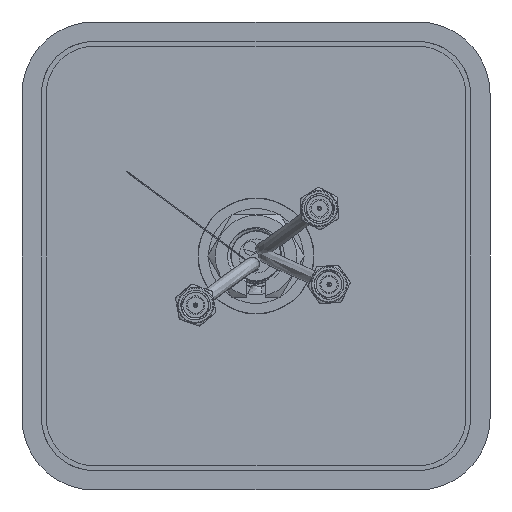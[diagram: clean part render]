
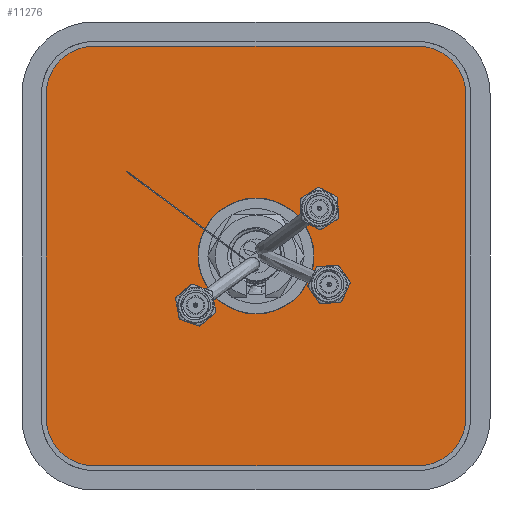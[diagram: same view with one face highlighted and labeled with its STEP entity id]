
A CAD part, front view. The second image highlights one B-rep face of the part: STEP entity #11276.
In plain terms, the highlighted planar face has unit normal (0, -1, 0).
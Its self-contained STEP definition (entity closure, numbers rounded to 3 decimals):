
#207 = ORIENTED_EDGE ( 'NONE', *, *, #76659, .F. ) ;
#906 = LINE ( 'NONE', #1353, #16619 ) ;
#1353 = CARTESIAN_POINT ( 'NONE',  ( -35.01, -0.4, -45.25 ) ) ;
#2026 = VERTEX_POINT ( 'NONE', #59498 ) ;
#2495 = CARTESIAN_POINT ( 'NONE',  ( -35.01, -0.4, -45.25 ) ) ;
#2709 = DIRECTION ( 'NONE',  ( -1., 0., 0. ) ) ;
#2896 = ORIENTED_EDGE ( 'NONE', *, *, #44906, .F. ) ;
#3109 = CARTESIAN_POINT ( 'NONE',  ( 0., -0.4, 12.5 ) ) ;
#3585 = CIRCLE ( 'NONE', #53744, 10.24 ) ;
#4383 = CARTESIAN_POINT ( 'NONE',  ( 45.25, -0.4, 35.01 ) ) ;
#4931 = ORIENTED_EDGE ( 'NONE', *, *, #15532, .F. ) ;
#10095 = CARTESIAN_POINT ( 'NONE',  ( 0., -0.4, 0. ) ) ;
#11149 = VERTEX_POINT ( 'NONE', #3109 ) ;
#11276 = ADVANCED_FACE ( 'NONE', ( #27825, #48503 ), #80810, .F. ) ;
#11833 = CARTESIAN_POINT ( 'NONE',  ( -35.01, -0.4, -35.01 ) ) ;
#14524 = DIRECTION ( 'NONE',  ( 0., 1., 0. ) ) ;
#14715 = ORIENTED_EDGE ( 'NONE', *, *, #86872, .F. ) ;
#14763 = EDGE_LOOP ( 'NONE', ( #27848 ) ) ;
#15532 = EDGE_CURVE ( 'NONE', #36320, #78832, #63203, .T. ) ;
#16619 = VECTOR ( 'NONE', #2709, 1000. ) ;
#18124 = CARTESIAN_POINT ( 'NONE',  ( 45.25, -0.4, -35.01 ) ) ;
#18370 = VERTEX_POINT ( 'NONE', #57319 ) ;
#19529 = CARTESIAN_POINT ( 'NONE',  ( 35.01, -0.4, 35.01 ) ) ;
#19575 = AXIS2_PLACEMENT_3D ( 'NONE', #50276, #34993, #62382 ) ;
#23723 = CIRCLE ( 'NONE', #73888, 12.5 ) ;
#25773 = DIRECTION ( 'NONE',  ( 0., 0., 1. ) ) ;
#27825 = FACE_OUTER_BOUND ( 'NONE', #45909, .T. ) ;
#27848 = ORIENTED_EDGE ( 'NONE', *, *, #49263, .T. ) ;
#31170 = DIRECTION ( 'NONE',  ( 0., 0., 1. ) ) ;
#32443 = CIRCLE ( 'NONE', #36775, 10.24 ) ;
#34993 = DIRECTION ( 'NONE',  ( 0., 1., 0. ) ) ;
#36320 = VERTEX_POINT ( 'NONE', #83381 ) ;
#36775 = AXIS2_PLACEMENT_3D ( 'NONE', #84001, #84900, #50771 ) ;
#37479 = DIRECTION ( 'NONE',  ( 0., 1., 0. ) ) ;
#37704 = LINE ( 'NONE', #65553, #61416 ) ;
#38429 = EDGE_CURVE ( 'NONE', #78832, #45733, #37704, .T. ) ;
#39265 = ORIENTED_EDGE ( 'NONE', *, *, #38429, .F. ) ;
#43911 = VECTOR ( 'NONE', #85945, 1000. ) ;
#44392 = AXIS2_PLACEMENT_3D ( 'NONE', #11833, #52710, #25773 ) ;
#44906 = EDGE_CURVE ( 'NONE', #49872, #45542, #906, .T. ) ;
#45542 = VERTEX_POINT ( 'NONE', #2495 ) ;
#45733 = VERTEX_POINT ( 'NONE', #18124 ) ;
#45909 = EDGE_LOOP ( 'NONE', ( #14715, #39265, #4931, #60160, #75822, #80451, #207, #2896 ) ) ;
#46947 = DIRECTION ( 'NONE',  ( 0., 0., -1. ) ) ;
#48032 = LINE ( 'NONE', #48464, #85506 ) ;
#48464 = CARTESIAN_POINT ( 'NONE',  ( -35.01, -0.4, 45.25 ) ) ;
#48503 = FACE_BOUND ( 'NONE', #14763, .T. ) ;
#49263 = EDGE_CURVE ( 'NONE', #11149, #11149, #23723, .T. ) ;
#49805 = DIRECTION ( 'NONE',  ( 1., 0., 0. ) ) ;
#49872 = VERTEX_POINT ( 'NONE', #88512 ) ;
#50276 = CARTESIAN_POINT ( 'NONE',  ( 35.01, -0.4, -35.01 ) ) ;
#50771 = DIRECTION ( 'NONE',  ( 0., 0., 1. ) ) ;
#52710 = DIRECTION ( 'NONE',  ( 0., 1., 0. ) ) ;
#53744 = AXIS2_PLACEMENT_3D ( 'NONE', #74108, #88476, #54351 ) ;
#54043 = EDGE_CURVE ( 'NONE', #2026, #68787, #77844, .T. ) ;
#54351 = DIRECTION ( 'NONE',  ( 0., 0., -1. ) ) ;
#54571 = EDGE_CURVE ( 'NONE', #18370, #36320, #48032, .T. ) ;
#56026 = AXIS2_PLACEMENT_3D ( 'NONE', #19529, #14524, #46947 ) ;
#57319 = CARTESIAN_POINT ( 'NONE',  ( -35.01, -0.4, 45.25 ) ) ;
#59498 = CARTESIAN_POINT ( 'NONE',  ( -45.25, -0.4, -35.01 ) ) ;
#60160 = ORIENTED_EDGE ( 'NONE', *, *, #54571, .F. ) ;
#61416 = VECTOR ( 'NONE', #65102, 1000. ) ;
#62382 = DIRECTION ( 'NONE',  ( 0., 0., 1. ) ) ;
#63203 = CIRCLE ( 'NONE', #56026, 10.24 ) ;
#64420 = CARTESIAN_POINT ( 'NONE',  ( -45.25, -0.4, 35.01 ) ) ;
#65102 = DIRECTION ( 'NONE',  ( 0., 0., -1. ) ) ;
#65553 = CARTESIAN_POINT ( 'NONE',  ( 45.25, -0.4, 35.01 ) ) ;
#65925 = CIRCLE ( 'NONE', #44392, 10.24 ) ;
#68787 = VERTEX_POINT ( 'NONE', #84980 ) ;
#73888 = AXIS2_PLACEMENT_3D ( 'NONE', #10095, #37479, #31170 ) ;
#74108 = CARTESIAN_POINT ( 'NONE',  ( -35.01, -0.4, 35.01 ) ) ;
#75822 = ORIENTED_EDGE ( 'NONE', *, *, #84578, .F. ) ;
#76659 = EDGE_CURVE ( 'NONE', #45542, #2026, #65925, .T. ) ;
#77844 = LINE ( 'NONE', #64420, #43911 ) ;
#78832 = VERTEX_POINT ( 'NONE', #4383 ) ;
#80451 = ORIENTED_EDGE ( 'NONE', *, *, #54043, .F. ) ;
#80810 = PLANE ( 'NONE',  #19575 ) ;
#83381 = CARTESIAN_POINT ( 'NONE',  ( 35.01, -0.4, 45.25 ) ) ;
#84001 = CARTESIAN_POINT ( 'NONE',  ( 35.01, -0.4, -35.01 ) ) ;
#84578 = EDGE_CURVE ( 'NONE', #68787, #18370, #3585, .T. ) ;
#84900 = DIRECTION ( 'NONE',  ( 0., 1., 0. ) ) ;
#84980 = CARTESIAN_POINT ( 'NONE',  ( -45.25, -0.4, 35.01 ) ) ;
#85506 = VECTOR ( 'NONE', #49805, 1000. ) ;
#85945 = DIRECTION ( 'NONE',  ( 0., 0., 1. ) ) ;
#86872 = EDGE_CURVE ( 'NONE', #45733, #49872, #32443, .T. ) ;
#88476 = DIRECTION ( 'NONE',  ( 0., 1., 0. ) ) ;
#88512 = CARTESIAN_POINT ( 'NONE',  ( 35.01, -0.4, -45.25 ) ) ;
